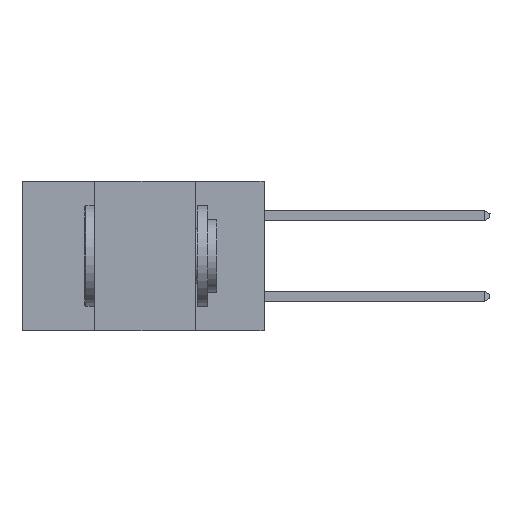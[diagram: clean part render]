
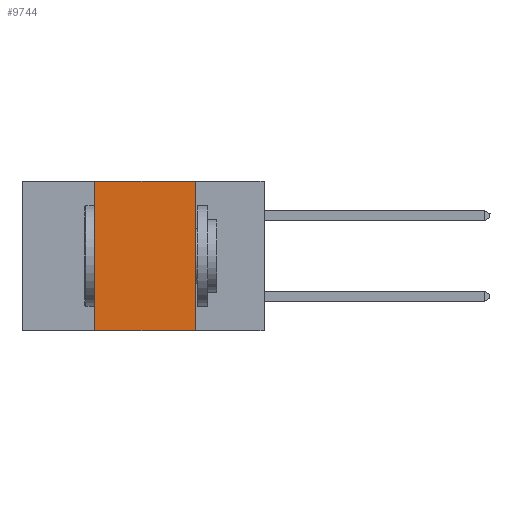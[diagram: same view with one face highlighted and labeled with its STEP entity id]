
A CAD part, left-side view. The second image highlights one B-rep face of the part: STEP entity #9744.
In plain terms, the highlighted planar face has unit normal (-1, 0, 0).
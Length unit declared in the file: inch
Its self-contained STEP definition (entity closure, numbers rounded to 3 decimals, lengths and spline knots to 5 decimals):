
#825 = VERTEX_POINT ( 'NONE', #999 ) ;
#999 = CARTESIAN_POINT ( 'NONE',  ( 0., 0.17, 0. ) ) ;
#1255 = EDGE_CURVE ( 'NONE', #11112, #11266, #8785, .T. ) ;
#1920 = DIRECTION ( 'NONE',  ( 0., 0., -1. ) ) ;
#2341 = EDGE_LOOP ( 'NONE', ( #12755, #7768, #30878, #18894 ) ) ;
#2624 = DIRECTION ( 'NONE',  ( 0., 0., -1. ) ) ;
#2689 = DIRECTION ( 'NONE',  ( 1., 0., 0. ) ) ;
#2922 = CARTESIAN_POINT ( 'NONE',  ( 0., 0.6, 0. ) ) ;
#3110 = CARTESIAN_POINT ( 'NONE',  ( 0., 0.42, -0.37 ) ) ;
#3236 = PLANE ( 'NONE',  #23578 ) ;
#3286 = CARTESIAN_POINT ( 'NONE',  ( 0., 0.17, 0. ) ) ;
#3532 = VECTOR ( 'NONE', #9472, 39.37008 ) ;
#5087 = CARTESIAN_POINT ( 'NONE',  ( 0., 0.42, 0. ) ) ;
#6594 = VECTOR ( 'NONE', #19498, 39.37008 ) ;
#6813 = EDGE_CURVE ( 'NONE', #825, #18542, #30304, .T. ) ;
#7768 = ORIENTED_EDGE ( 'NONE', *, *, #21647, .F. ) ;
#8785 = LINE ( 'NONE', #5087, #19521 ) ;
#9472 = DIRECTION ( 'NONE',  ( 0., -1., 0. ) ) ;
#9496 = EDGE_CURVE ( 'NONE', #11112, #18542, #30127, .T. ) ;
#9744 = ADVANCED_FACE ( 'NONE', ( #24694 ), #3236, .F. ) ;
#9791 = CARTESIAN_POINT ( 'NONE',  ( 0., 0.6, -0.37 ) ) ;
#11027 = VECTOR ( 'NONE', #1920, 39.37008 ) ;
#11112 = VERTEX_POINT ( 'NONE', #3110 ) ;
#11266 = VERTEX_POINT ( 'NONE', #15954 ) ;
#11369 = CARTESIAN_POINT ( 'NONE',  ( 0., 0.17, -0.37 ) ) ;
#12755 = ORIENTED_EDGE ( 'NONE', *, *, #6813, .F. ) ;
#13098 = LINE ( 'NONE', #21923, #6594 ) ;
#15396 = DIRECTION ( 'NONE',  ( 0., 0., 1. ) ) ;
#15954 = CARTESIAN_POINT ( 'NONE',  ( 0., 0.42, 0. ) ) ;
#18542 = VERTEX_POINT ( 'NONE', #11369 ) ;
#18894 = ORIENTED_EDGE ( 'NONE', *, *, #9496, .T. ) ;
#19498 = DIRECTION ( 'NONE',  ( 0., -1., 0. ) ) ;
#19521 = VECTOR ( 'NONE', #15396, 39.37008 ) ;
#21647 = EDGE_CURVE ( 'NONE', #11266, #825, #13098, .T. ) ;
#21923 = CARTESIAN_POINT ( 'NONE',  ( 0., 0.6, 0. ) ) ;
#23578 = AXIS2_PLACEMENT_3D ( 'NONE', #2922, #2689, #2624 ) ;
#24694 = FACE_OUTER_BOUND ( 'NONE', #2341, .T. ) ;
#30127 = LINE ( 'NONE', #9791, #3532 ) ;
#30304 = LINE ( 'NONE', #3286, #11027 ) ;
#30878 = ORIENTED_EDGE ( 'NONE', *, *, #1255, .F. ) ;
